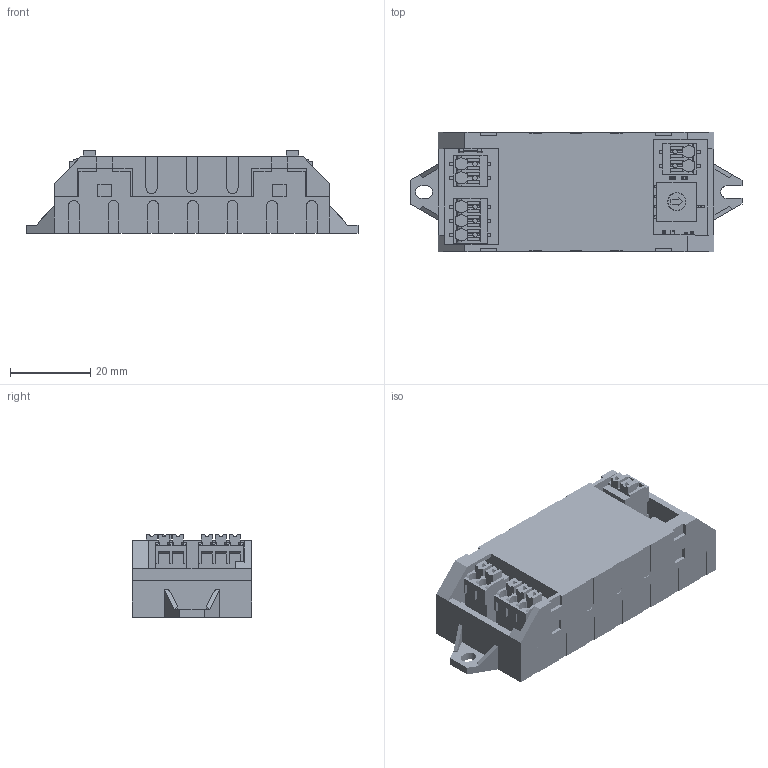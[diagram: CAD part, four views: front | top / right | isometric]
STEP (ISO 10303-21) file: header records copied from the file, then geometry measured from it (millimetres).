
FILE_DESCRIPTION (( 'STEP AP203' ), '1' );
FILE_NAME ('DDS849 Sca.STEP', '2017-04-26T07:59:43', ( '' ), ( '' ), 'SwSTEP 2.0', 'SolidWorks 2017', '' );
FILE_SCHEMA (( 'CONFIG_CONTROL_DESIGN' ));
Length unit declared in the file: millimetre
Products named in the file (136): D2 DDS849; User_Library-LTST-C190GKT_Pad005 DDS849; WE-PD_1210_Metal DDS849; R16 DDS849; C16 DDS849; C13 DDS849; U5 DDS849; R23 DDS849; L3 DDS849; X1 DDS849; L1 DDS849; R11 DDS849; User_Library-HCPL-181-1_K_X_F6rper_1 DDS849; SOT-89-3 DDS849; R27 DDS849; R20 DDS849; DPAK_TO-252AA DDS849; PN357 DDS849; TO-269AA DDS849; NTC1 DDS849; C14 DDS849; LSF-SMD3.5_02_180_3.5_SN_BK_RL_1250360000 DDS849; BODY_MUA08A DDS849; R18 DDS849; C18 DDS849; R5 DDS849; Base 191367.00; led_0603 DDS849; User_Library-SOT-89-3_SOT-89_Foot_2 DDS849; U3 DDS849; fusibile_SMD_3x7 DDS849; Board DDS849; User_Library-LTST-C190GKT_Pad001 DDS849; User_Library-LTST-C190GKT_Pad004 DDS849; R10 DDS849; contact DDS849; R7 DDS849; R13 DDS849; L飆fl踄he_2 DDS849; R1 DDS849 ...
Assembly tree (241 placements, depth 4):
  DDS849 Sca
    Board DDS849
    NTC1 DDS849
      res_0603 DDS849
    C22 DDS849
      cap_1210 DDS849
    X1 DDS849
      tsx-3225-1 DDS849
    U5 DDS849
      PN357 DDS849
        User_Library-HCPL-181-1_K_X_F6rper_1 DDS849
        User_Library-HCPL-181-1_Beschriftung_1 DDS849
        User_Library-HCPL-181-1_Pins_1 DDS849  x4
    U4 DDS849
      PN357 DDS849
        User_Library-HCPL-181-1_K_X_F6rper_1 DDS849
        User_Library-HCPL-181-1_Beschriftung_1 DDS849
        User_Library-HCPL-181-1_Pins_1 DDS849  x4
    U3 DDS849
      msop-10 DDS849
    U2 DDS849
      LQFP48 DDS849
        User_Library-LQFP48_Grid_0.5_LQFP48_Koerper_2 DDS849
        User_Library-LQFP48_Grid_0.5_LQFP_PIN_2 DDS849  x48
    U1 DDS849
      lm50008 DDS849
        BODY_MUA08A DDS849
        LEAD_MUA08A DDS849  x8
    TVS1 DDS849
      SMA DDS849
    TR1 DDS849
      PowerPAK_SO-8_(S) DDS849
    SW1 DDS849
      a6rs-101rf DDS849
    R26 DDS849
      res_0603 DDS849
    R25 DDS849
      res_0603 DDS849
    R24 DDS849
      res_0603 DDS849
    R23 DDS849
      res_1206 DDS849
    R22 DDS849
      res_1206 DDS849
    R21 DDS849
      res_0603 DDS849
    R20 DDS849
      res_0603 DDS849
    R19 DDS849
      res_0603 DDS849
    R18 DDS849
      res_0603 DDS849
    R17 DDS849
      res_0603 DDS849
    R16 DDS849
      res_0603 DDS849
    R15 DDS849
      res_0603 DDS849
    R14 DDS849
      res_0603 DDS849
Bounding box: 82.9 x 29.8 x 20.57 mm (x, y, z)
Volume: 15325.5 mm3; surface area: 28650.2 mm2
Topology: 249 solids, 259 shells, 10130 faces, 24807 edges, 15223 vertices
Faces by surface type: plane 5004, cylinder 2484, bspline 2067, torus 543, sphere 20, cone 12
Entity records: 157877 total; most frequent: CARTESIAN_POINT 51765, ORIENTED_EDGE 19605, DIRECTION 16364, EDGE_CURVE 9818, LINE 6836, VECTOR 6836, VERTEX_POINT 6421, AXIS2_PLACEMENT_3D 4764
